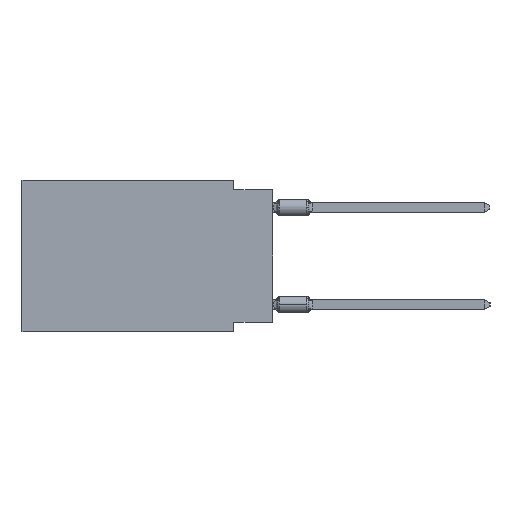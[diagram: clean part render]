
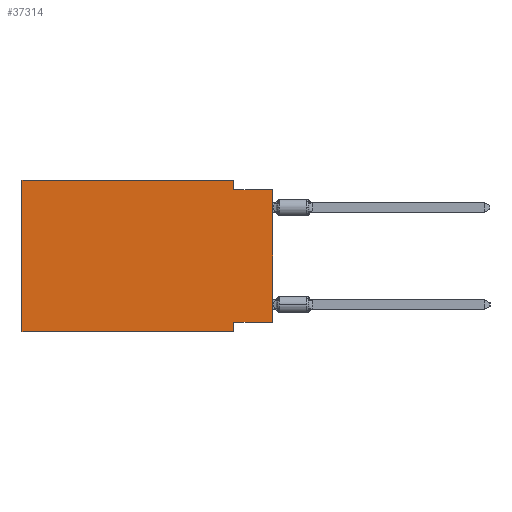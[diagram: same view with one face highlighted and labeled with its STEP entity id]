
A CAD part, left-side view. The second image highlights one B-rep face of the part: STEP entity #37314.
In plain terms, the highlighted planar face has unit normal (-1, 0, 0).
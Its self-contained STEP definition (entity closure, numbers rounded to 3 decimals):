
#741 = LINE ( 'NONE', #35266, #61051 ) ;
#5332 = VERTEX_POINT ( 'NONE', #58311 ) ;
#5518 = VECTOR ( 'NONE', #9821, 1000. ) ;
#5598 = ORIENTED_EDGE ( 'NONE', *, *, #44842, .F. ) ;
#7854 = CARTESIAN_POINT ( 'NONE',  ( 0., 2.54, -9.271 ) ) ;
#9821 = DIRECTION ( 'NONE',  ( 0., 1., 0. ) ) ;
#11671 = VERTEX_POINT ( 'NONE', #21590 ) ;
#12430 = EDGE_CURVE ( 'NONE', #25841, #26483, #61655, .T. ) ;
#13538 = CARTESIAN_POINT ( 'NONE',  ( 0., 2.54, 0. ) ) ;
#14759 = CARTESIAN_POINT ( 'NONE',  ( 0., 2.54, -9.906 ) ) ;
#16545 = EDGE_CURVE ( 'NONE', #30461, #26483, #37177, .T. ) ;
#17498 = CARTESIAN_POINT ( 'NONE',  ( 0., 16.383, 0. ) ) ;
#20196 = LINE ( 'NONE', #25226, #5518 ) ;
#20872 = CARTESIAN_POINT ( 'NONE',  ( 0., 16.383, 0. ) ) ;
#21218 = DIRECTION ( 'NONE',  ( 0., 0., 1. ) ) ;
#21402 = VERTEX_POINT ( 'NONE', #20872 ) ;
#21590 = CARTESIAN_POINT ( 'NONE',  ( 0., 0., -0.635 ) ) ;
#22331 = VECTOR ( 'NONE', #32166, 1000. ) ;
#25226 = CARTESIAN_POINT ( 'NONE',  ( 0., 0., -9.271 ) ) ;
#25841 = VERTEX_POINT ( 'NONE', #7854 ) ;
#26483 = VERTEX_POINT ( 'NONE', #43746 ) ;
#26571 = CARTESIAN_POINT ( 'NONE',  ( 0., 0., 0. ) ) ;
#26922 = VECTOR ( 'NONE', #28948, 1000. ) ;
#27538 = LINE ( 'NONE', #59044, #36007 ) ;
#27641 = CARTESIAN_POINT ( 'NONE',  ( 0., 2.54, -0.635 ) ) ;
#28339 = EDGE_LOOP ( 'NONE', ( #33658, #5598, #62592, #62455, #65855, #44077, #55002, #52402 ) ) ;
#28948 = DIRECTION ( 'NONE',  ( 0., 0., -1. ) ) ;
#29349 = EDGE_CURVE ( 'NONE', #5332, #58570, #59446, .T. ) ;
#30461 = VERTEX_POINT ( 'NONE', #39729 ) ;
#30518 = DIRECTION ( 'NONE',  ( 0., 0., -1. ) ) ;
#31585 = CARTESIAN_POINT ( 'NONE',  ( 0., 0., -9.271 ) ) ;
#32131 = EDGE_CURVE ( 'NONE', #32749, #25841, #20196, .T. ) ;
#32166 = DIRECTION ( 'NONE',  ( 0., -1., 0. ) ) ;
#32749 = VERTEX_POINT ( 'NONE', #31585 ) ;
#32898 = DIRECTION ( 'NONE',  ( 0., 0., -1. ) ) ;
#33584 = DIRECTION ( 'NONE',  ( 0., 0., 1. ) ) ;
#33658 = ORIENTED_EDGE ( 'NONE', *, *, #34313, .T. ) ;
#34313 = EDGE_CURVE ( 'NONE', #32749, #11671, #51740, .T. ) ;
#35054 = DIRECTION ( 'NONE',  ( 0., -1., 0. ) ) ;
#35266 = CARTESIAN_POINT ( 'NONE',  ( 0., 0., -0.635 ) ) ;
#36007 = VECTOR ( 'NONE', #33584, 1000. ) ;
#37177 = LINE ( 'NONE', #60752, #22331 ) ;
#37314 = ADVANCED_FACE ( 'NONE', ( #42953 ), #63397, .F. ) ;
#37933 = DIRECTION ( 'NONE',  ( 1., 0., 0. ) ) ;
#39729 = CARTESIAN_POINT ( 'NONE',  ( 0., 16.383, -9.906 ) ) ;
#42953 = FACE_OUTER_BOUND ( 'NONE', #28339, .T. ) ;
#43746 = CARTESIAN_POINT ( 'NONE',  ( 0., 2.54, -9.906 ) ) ;
#44077 = ORIENTED_EDGE ( 'NONE', *, *, #16545, .T. ) ;
#44444 = VECTOR ( 'NONE', #30518, 1000. ) ;
#44842 = EDGE_CURVE ( 'NONE', #58570, #11671, #741, .T. ) ;
#48137 = VECTOR ( 'NONE', #35054, 1000. ) ;
#51740 = LINE ( 'NONE', #26571, #57061 ) ;
#52402 = ORIENTED_EDGE ( 'NONE', *, *, #32131, .F. ) ;
#52626 = EDGE_CURVE ( 'NONE', #21402, #5332, #65545, .T. ) ;
#55002 = ORIENTED_EDGE ( 'NONE', *, *, #12430, .F. ) ;
#55479 = CARTESIAN_POINT ( 'NONE',  ( 0., 16.383, 0. ) ) ;
#57061 = VECTOR ( 'NONE', #21218, 1000. ) ;
#58311 = CARTESIAN_POINT ( 'NONE',  ( 0., 2.54, 0. ) ) ;
#58570 = VERTEX_POINT ( 'NONE', #27641 ) ;
#59044 = CARTESIAN_POINT ( 'NONE',  ( 0., 16.383, 0. ) ) ;
#59446 = LINE ( 'NONE', #13538, #26922 ) ;
#59978 = AXIS2_PLACEMENT_3D ( 'NONE', #17498, #37933, #32898 ) ;
#60752 = CARTESIAN_POINT ( 'NONE',  ( 0., 16.383, -9.906 ) ) ;
#61051 = VECTOR ( 'NONE', #66069, 1000. ) ;
#61655 = LINE ( 'NONE', #14759, #44444 ) ;
#62455 = ORIENTED_EDGE ( 'NONE', *, *, #52626, .F. ) ;
#62592 = ORIENTED_EDGE ( 'NONE', *, *, #29349, .F. ) ;
#63397 = PLANE ( 'NONE',  #59978 ) ;
#64446 = EDGE_CURVE ( 'NONE', #30461, #21402, #27538, .T. ) ;
#65545 = LINE ( 'NONE', #55479, #48137 ) ;
#65855 = ORIENTED_EDGE ( 'NONE', *, *, #64446, .F. ) ;
#66069 = DIRECTION ( 'NONE',  ( 0., -1., 0. ) ) ;
